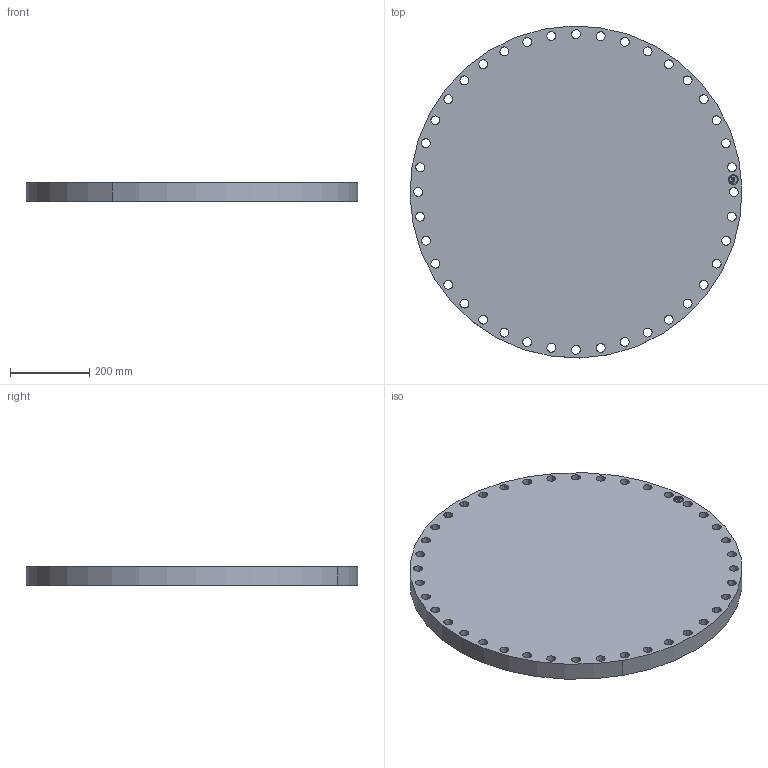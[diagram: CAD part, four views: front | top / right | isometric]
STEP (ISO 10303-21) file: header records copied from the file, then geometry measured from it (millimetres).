
FILE_DESCRIPTION(('3D STEP'),'2;1');
FILE_NAME('28-150-BLIND-FF-B-FLANGE.stp','2013-03-25T04:50:06+00:00',('Texas Flange'),(''),'CATIA Version 5 Release 20 SP 6 (IN-10)','CATIA V5 STEP AP214','800-826-3801');
FILE_SCHEMA(('AUTOMOTIVE_DESIGN { 1 0 10303 214 1 1 1 1 }'));
Length unit declared in the file: inch
Products named in the file (1): 28-150-BLIND-FF-B-FLANGE
Bounding box: 836.44 x 836.44 x 46.23 mm (x, y, z)
Volume: 24690477.5 mm3; surface area: 1319686.4 mm2
Topology: 1 solids, 1 shells, 469 faces, 1350 edges, 900 vertices
Faces by surface type: plane 367, cylinder 102
Entity records: 17486 total; most frequent: ORIENTED_EDGE 2700, CARTESIAN_POINT 2645, DIRECTION 2138, EDGE_CURVE 1350, VECTOR 1146, LINE 1146, VERTEX_POINT 900, AXIS2_PLACEMENT_3D 599
